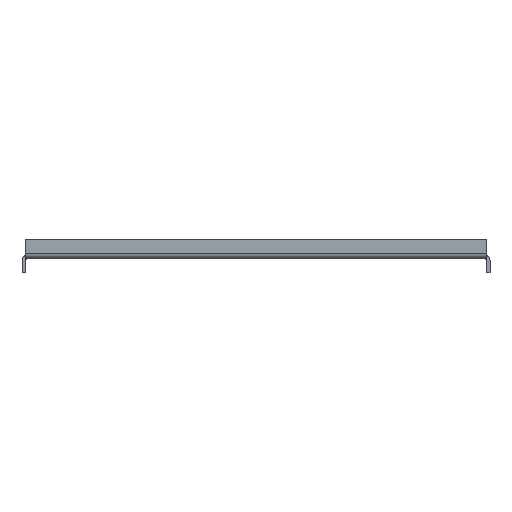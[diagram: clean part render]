
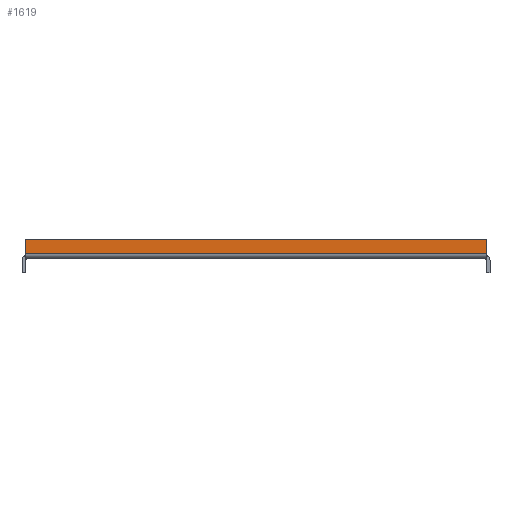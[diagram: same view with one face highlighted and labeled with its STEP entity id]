
A CAD part, left-side view. The second image highlights one B-rep face of the part: STEP entity #1619.
In plain terms, the highlighted planar face has unit normal (-1, 0, 0).
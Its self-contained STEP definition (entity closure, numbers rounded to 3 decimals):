
#290=FACE_OUTER_BOUND('',#429,.T.);
#429=EDGE_LOOP('',(#1399,#1400,#1401,#1402));
#550=LINE('',#2703,#666);
#554=LINE('',#2775,#670);
#558=LINE('',#2782,#674);
#559=LINE('',#2783,#675);
#666=VECTOR('',#2182,10.);
#670=VECTOR('',#2220,10.);
#674=VECTOR('',#2226,10.);
#675=VECTOR('',#2227,10.);
#836=VERTEX_POINT('',#2700);
#837=VERTEX_POINT('',#2702);
#848=VERTEX_POINT('',#2774);
#850=VERTEX_POINT('',#2781);
#1032=EDGE_CURVE('',#836,#837,#550,.T.);
#1050=EDGE_CURVE('',#837,#848,#554,.T.);
#1054=EDGE_CURVE('',#836,#850,#558,.T.);
#1055=EDGE_CURVE('',#848,#850,#559,.T.);
#1399=ORIENTED_EDGE('',*,*,#1032,.F.);
#1400=ORIENTED_EDGE('',*,*,#1054,.T.);
#1401=ORIENTED_EDGE('',*,*,#1055,.F.);
#1402=ORIENTED_EDGE('',*,*,#1050,.F.);
#1547=PLANE('',#1804);
#1619=ADVANCED_FACE('',(#290),#1547,.T.);
#1804=AXIS2_PLACEMENT_3D('',#2780,#2224,#2225);
#2182=DIRECTION('',(0.,1.,0.));
#2220=DIRECTION('',(0.,0.,1.));
#2224=DIRECTION('center_axis',(-1.,0.,0.));
#2225=DIRECTION('ref_axis',(0.,-1.,0.));
#2226=DIRECTION('',(0.,0.,1.));
#2227=DIRECTION('',(0.,-1.,0.));
#2700=CARTESIAN_POINT('',(-20.,-245.942,1.));
#2702=CARTESIAN_POINT('',(-20.,17.058,1.));
#2703=CARTESIAN_POINT('',(-20.,-48.692,1.));
#2774=CARTESIAN_POINT('',(-20.,17.058,9.));
#2775=CARTESIAN_POINT('',(-20.,17.058,0.));
#2780=CARTESIAN_POINT('Origin',(-20.,17.058,0.));
#2781=CARTESIAN_POINT('',(-20.,-245.942,9.));
#2782=CARTESIAN_POINT('',(-20.,-245.942,0.));
#2783=CARTESIAN_POINT('',(-20.,17.058,9.));
